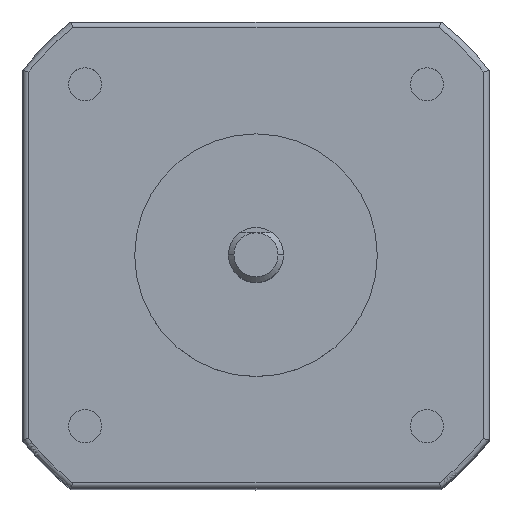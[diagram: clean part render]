
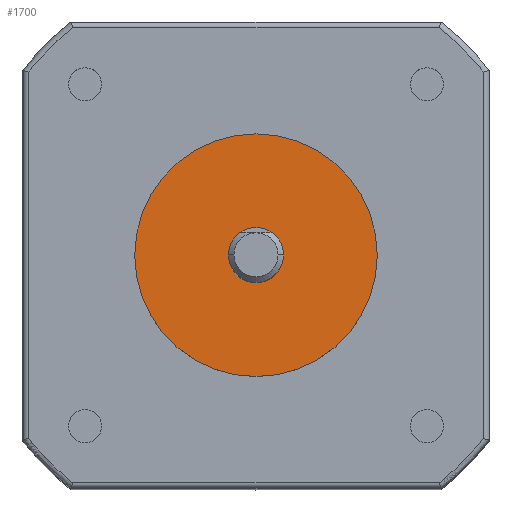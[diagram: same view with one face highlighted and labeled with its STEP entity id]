
A CAD part, top view. The second image highlights one B-rep face of the part: STEP entity #1700.
In plain terms, the highlighted planar face has unit normal (0, 0, 1).
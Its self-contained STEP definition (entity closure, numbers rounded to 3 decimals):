
#112 = DIRECTION ( 'NONE',  ( 1., 0., 0. ) ) ;
#115 = DIRECTION ( 'NONE',  ( 0., 0., -1. ) ) ;
#118 = CARTESIAN_POINT ( 'NONE',  ( 0., 0., 64.8 ) ) ;
#161 = DIRECTION ( 'NONE',  ( 1., 0., 0. ) ) ;
#163 = DIRECTION ( 'NONE',  ( 0., 0., 1. ) ) ;
#164 = CARTESIAN_POINT ( 'NONE',  ( 0., 0., 64.8 ) ) ;
#166 = DIRECTION ( 'NONE',  ( 1., 0., 0. ) ) ;
#169 = DIRECTION ( 'NONE',  ( 0., 0., -1. ) ) ;
#170 = CARTESIAN_POINT ( 'NONE',  ( 0., 0., 64.8 ) ) ;
#313 = DIRECTION ( 'NONE',  ( 1., 0., 0. ) ) ;
#320 = DIRECTION ( 'NONE',  ( 0., 0., 1. ) ) ;
#323 = CARTESIAN_POINT ( 'NONE',  ( 0., 0., 64.8 ) ) ;
#325 = PLANE ( 'NONE',  #1068 ) ;
#353 = DIRECTION ( 'NONE',  ( 1., 0., 0. ) ) ;
#354 = DIRECTION ( 'NONE',  ( 0., 0., 1. ) ) ;
#355 = CARTESIAN_POINT ( 'NONE',  ( 0., 0., 64.8 ) ) ;
#507 = CARTESIAN_POINT ( 'NONE',  ( -2.5, 0., 64.8 ) ) ;
#508 = CARTESIAN_POINT ( 'NONE',  ( 2.5, 0., 64.8 ) ) ;
#511 = CARTESIAN_POINT ( 'NONE',  ( 11., 0., 64.8 ) ) ;
#514 = CARTESIAN_POINT ( 'NONE',  ( -11., 0., 64.8 ) ) ;
#624 = AXIS2_PLACEMENT_3D ( 'NONE', #164, #163, #161 ) ;
#640 = VERTEX_POINT ( 'NONE', #508 ) ;
#641 = VERTEX_POINT ( 'NONE', #507 ) ;
#645 = VERTEX_POINT ( 'NONE', #511 ) ;
#657 = VERTEX_POINT ( 'NONE', #514 ) ;
#1049 = AXIS2_PLACEMENT_3D ( 'NONE', #118, #115, #112 ) ;
#1050 = AXIS2_PLACEMENT_3D ( 'NONE', #355, #354, #353 ) ;
#1057 = CIRCLE ( 'NONE', #1050, 11. ) ;
#1059 = CIRCLE ( 'NONE', #1049, 2.5 ) ;
#1068 = AXIS2_PLACEMENT_3D ( 'NONE', #323, #320, #313 ) ;
#1212 = AXIS2_PLACEMENT_3D ( 'NONE', #170, #169, #166 ) ;
#1217 = CIRCLE ( 'NONE', #624, 11. ) ;
#1221 = CIRCLE ( 'NONE', #1212, 2.5 ) ;
#1398 = FACE_BOUND ( 'NONE', #1439, .T. ) ;
#1399 = FACE_OUTER_BOUND ( 'NONE', #1438, .T. ) ;
#1438 = EDGE_LOOP ( 'NONE', ( #1545, #1548 ) ) ;
#1439 = EDGE_LOOP ( 'NONE', ( #1546, #1549 ) ) ;
#1545 = ORIENTED_EDGE ( 'NONE', *, *, #1777, .T. ) ;
#1546 = ORIENTED_EDGE ( 'NONE', *, *, #1719, .T. ) ;
#1548 = ORIENTED_EDGE ( 'NONE', *, *, #1734, .T. ) ;
#1549 = ORIENTED_EDGE ( 'NONE', *, *, #1776, .T. ) ;
#1700 = ADVANCED_FACE ( 'NONE', ( #1399, #1398 ), #325, .T. ) ;
#1719 = EDGE_CURVE ( 'NONE', #641, #640, #1059, .T. ) ;
#1734 = EDGE_CURVE ( 'NONE', #645, #657, #1057, .T. ) ;
#1776 = EDGE_CURVE ( 'NONE', #640, #641, #1221, .T. ) ;
#1777 = EDGE_CURVE ( 'NONE', #657, #645, #1217, .T. ) ;
